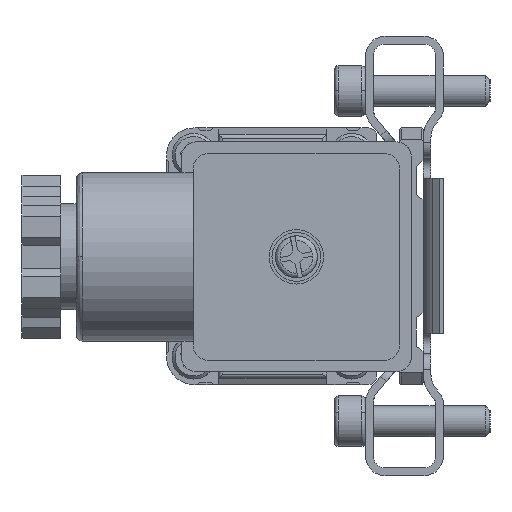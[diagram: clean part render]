
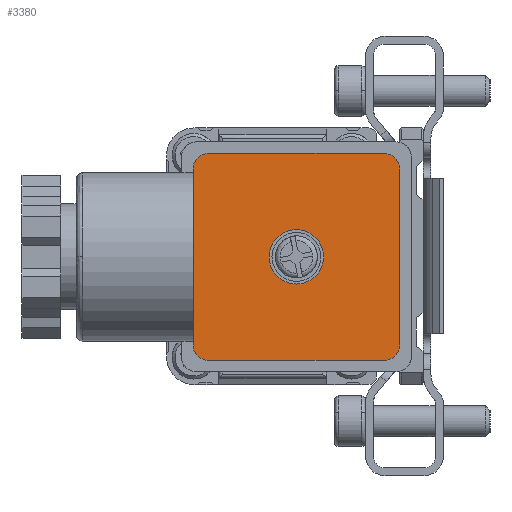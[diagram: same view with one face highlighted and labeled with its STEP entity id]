
A CAD part, left-side view. The second image highlights one B-rep face of the part: STEP entity #3380.
In plain terms, the highlighted planar face has unit normal (-1, 0, 0).
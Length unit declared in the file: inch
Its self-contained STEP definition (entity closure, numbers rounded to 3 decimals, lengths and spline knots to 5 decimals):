
#235 = ORIENTED_EDGE ( 'NONE', *, *, #26325, .T. ) ;
#310 = CARTESIAN_POINT ( 'NONE',  ( -1.07087, 1.08661, 0.20156 ) ) ;
#558 = DIRECTION ( 'NONE',  ( 0., 0., -1. ) ) ;
#1035 = EDGE_CURVE ( 'NONE', #5554, #5010, #18460, .T. ) ;
#1922 = CARTESIAN_POINT ( 'NONE',  ( -1.07087, 0.64173, 0.78424 ) ) ;
#2248 = CARTESIAN_POINT ( 'NONE',  ( -1.07087, 0.11811, 1.09133 ) ) ;
#2262 = DIRECTION ( 'NONE',  ( 0., 0., 1. ) ) ;
#2742 = DIRECTION ( 'NONE',  ( 1., 0., 0. ) ) ;
#3380 = ADVANCED_FACE ( 'NONE', ( #19156, #8298 ), #26596, .F. ) ;
#3629 = VECTOR ( 'NONE', #17398, 39.37008 ) ;
#3653 = ORIENTED_EDGE ( 'NONE', *, *, #24730, .T. ) ;
#5010 = VERTEX_POINT ( 'NONE', #2248 ) ;
#5298 = CARTESIAN_POINT ( 'NONE',  ( -1.07087, 0.19685, 0.20156 ) ) ;
#5554 = VERTEX_POINT ( 'NONE', #20555 ) ;
#6216 = EDGE_CURVE ( 'NONE', #10785, #6306, #27533, .T. ) ;
#6306 = VERTEX_POINT ( 'NONE', #13447 ) ;
#6395 = VECTOR ( 'NONE', #8547, 39.37008 ) ;
#6518 = ORIENTED_EDGE ( 'NONE', *, *, #18101, .T. ) ;
#6549 = DIRECTION ( 'NONE',  ( -1., 0., 0. ) ) ;
#6660 = CARTESIAN_POINT ( 'NONE',  ( -1.07087, 1.08661, 1.09133 ) ) ;
#6827 = DIRECTION ( 'NONE',  ( 0., 0., 1. ) ) ;
#6853 = DIRECTION ( 'NONE',  ( 1., 0., 0. ) ) ;
#7025 = DIRECTION ( 'NONE',  ( 0., 1., 0. ) ) ;
#8298 = FACE_OUTER_BOUND ( 'NONE', #24780, .T. ) ;
#8547 = DIRECTION ( 'NONE',  ( 0., 0., -1. ) ) ;
#8806 = DIRECTION ( 'NONE',  ( 1., 0., 0. ) ) ;
#8931 = CARTESIAN_POINT ( 'NONE',  ( -1.07087, 0.11811, 0.20156 ) ) ;
#9977 = EDGE_CURVE ( 'NONE', #27237, #26280, #26269, .T. ) ;
#10047 = ORIENTED_EDGE ( 'NONE', *, *, #1035, .F. ) ;
#10525 = AXIS2_PLACEMENT_3D ( 'NONE', #6660, #8806, #15372 ) ;
#10785 = VERTEX_POINT ( 'NONE', #19461 ) ;
#11862 = DIRECTION ( 'NONE',  ( 0., 1., 0. ) ) ;
#12000 = AXIS2_PLACEMENT_3D ( 'NONE', #310, #2742, #7025 ) ;
#13068 = AXIS2_PLACEMENT_3D ( 'NONE', #24021, #6853, #558 ) ;
#13093 = CARTESIAN_POINT ( 'NONE',  ( -1.07087, 0.11811, 1.09133 ) ) ;
#13447 = CARTESIAN_POINT ( 'NONE',  ( -1.07087, 1.16535, 0.20156 ) ) ;
#13735 = EDGE_CURVE ( 'NONE', #17346, #17346, #16368, .T. ) ;
#13909 = AXIS2_PLACEMENT_3D ( 'NONE', #5298, #14000, #11862 ) ;
#14000 = DIRECTION ( 'NONE',  ( 1., 0., 0. ) ) ;
#14631 = DIRECTION ( 'NONE',  ( 1., 0., 0. ) ) ;
#14770 = DIRECTION ( 'NONE',  ( 0., 1., 0. ) ) ;
#14896 = CARTESIAN_POINT ( 'NONE',  ( -1.07087, 1.08661, 1.17007 ) ) ;
#15127 = ORIENTED_EDGE ( 'NONE', *, *, #22682, .T. ) ;
#15245 = CARTESIAN_POINT ( 'NONE',  ( -1.07087, 0.19685, 0.12282 ) ) ;
#15372 = DIRECTION ( 'NONE',  ( 0., 1., 0. ) ) ;
#15408 = EDGE_CURVE ( 'NONE', #20449, #27393, #17838, .T. ) ;
#15433 = CARTESIAN_POINT ( 'NONE',  ( -1.07087, 0.19685, 0.12282 ) ) ;
#15815 = CARTESIAN_POINT ( 'NONE',  ( -1.07087, 0.64173, 0.64645 ) ) ;
#16312 = ORIENTED_EDGE ( 'NONE', *, *, #13735, .F. ) ;
#16368 = CIRCLE ( 'NONE', #20494, 0.1378 ) ;
#16772 = CARTESIAN_POINT ( 'NONE',  ( -1.07087, 1.08661, 1.17007 ) ) ;
#17342 = ORIENTED_EDGE ( 'NONE', *, *, #6216, .F. ) ;
#17346 = VERTEX_POINT ( 'NONE', #1922 ) ;
#17398 = DIRECTION ( 'NONE',  ( 0., -1., 0. ) ) ;
#17405 = LINE ( 'NONE', #13093, #24622 ) ;
#17553 = CARTESIAN_POINT ( 'NONE',  ( -1.07087, 1.16535, 1.09133 ) ) ;
#17838 = CIRCLE ( 'NONE', #10525, 0.07874 ) ;
#17986 = AXIS2_PLACEMENT_3D ( 'NONE', #25531, #14631, #14770 ) ;
#18101 = EDGE_CURVE ( 'NONE', #20449, #6306, #19687, .T. ) ;
#18460 = CIRCLE ( 'NONE', #17986, 0.07874 ) ;
#19156 = FACE_BOUND ( 'NONE', #23061, .T. ) ;
#19461 = CARTESIAN_POINT ( 'NONE',  ( -1.07087, 1.08661, 0.12282 ) ) ;
#19687 = LINE ( 'NONE', #17553, #6395 ) ;
#20389 = VECTOR ( 'NONE', #21490, 39.37008 ) ;
#20449 = VERTEX_POINT ( 'NONE', #23218 ) ;
#20494 = AXIS2_PLACEMENT_3D ( 'NONE', #15815, #6549, #2262 ) ;
#20555 = CARTESIAN_POINT ( 'NONE',  ( -1.07087, 0.19685, 1.17007 ) ) ;
#21347 = LINE ( 'NONE', #14896, #20389 ) ;
#21490 = DIRECTION ( 'NONE',  ( 0., 1., 0. ) ) ;
#22012 = ORIENTED_EDGE ( 'NONE', *, *, #15408, .F. ) ;
#22682 = EDGE_CURVE ( 'NONE', #27237, #5010, #17405, .T. ) ;
#23061 = EDGE_LOOP ( 'NONE', ( #16312 ) ) ;
#23218 = CARTESIAN_POINT ( 'NONE',  ( -1.07087, 1.16535, 1.09133 ) ) ;
#23563 = LINE ( 'NONE', #15245, #3629 ) ;
#24021 = CARTESIAN_POINT ( 'NONE',  ( -1.07087, 1.16535, 0.12282 ) ) ;
#24622 = VECTOR ( 'NONE', #6827, 39.37008 ) ;
#24730 = EDGE_CURVE ( 'NONE', #5554, #27393, #21347, .T. ) ;
#24780 = EDGE_LOOP ( 'NONE', ( #22012, #6518, #17342, #235, #27182, #15127, #10047, #3653 ) ) ;
#25531 = CARTESIAN_POINT ( 'NONE',  ( -1.07087, 0.19685, 1.09133 ) ) ;
#26269 = CIRCLE ( 'NONE', #13909, 0.07874 ) ;
#26280 = VERTEX_POINT ( 'NONE', #15433 ) ;
#26325 = EDGE_CURVE ( 'NONE', #10785, #26280, #23563, .T. ) ;
#26596 = PLANE ( 'NONE',  #13068 ) ;
#27182 = ORIENTED_EDGE ( 'NONE', *, *, #9977, .F. ) ;
#27237 = VERTEX_POINT ( 'NONE', #8931 ) ;
#27393 = VERTEX_POINT ( 'NONE', #16772 ) ;
#27533 = CIRCLE ( 'NONE', #12000, 0.07874 ) ;
